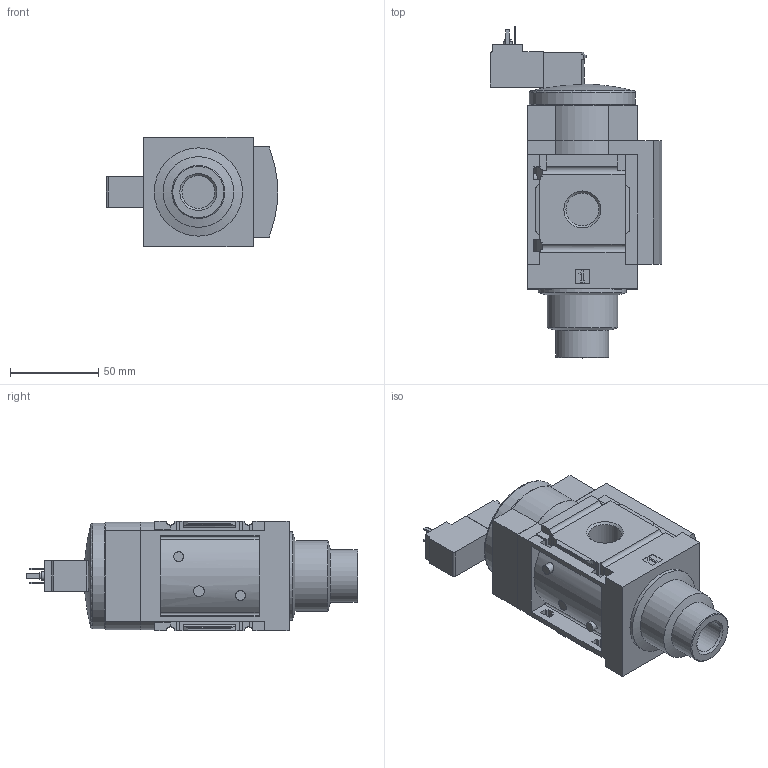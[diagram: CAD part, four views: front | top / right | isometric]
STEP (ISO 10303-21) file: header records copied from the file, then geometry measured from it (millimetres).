
FILE_DESCRIPTION(/* description */ ('STEP AP214'),/* implementation_level */ '2;1');
FILE_NAME(/* name */ '529823_MS6-EE-1_2-V110',/* time_stamp */ '2024-09-10T14:50:50+02:00',/* author */ ('License CC BY-ND 4.0'),/* organization */ ('CADENAS'),/* preprocessor_version */ 'ST-DEVELOPER v19.3',/* originating_system */ 'PARTsolutions',/* authorisation */ ' ');
FILE_SCHEMA (('AUTOMOTIVE_DESIGN {1 0 10303 214 3 1 1}'));
Length unit declared in the file: millimetre
Products named in the file (2): 529823 MS6-EE-1/2-V110; 527682 MS6-EE-1/2-V1100D
Assembly tree (1 placements, depth 2):
  529823 MS6-EE-1/2-V110
    527682 MS6-EE-1/2-V1100D
Bounding box: 96.8 x 187.9 x 62 mm (x, y, z)
Volume: 478011.2 mm3; surface area: 52950.4 mm2
Topology: 1 solids, 1 shells, 311 faces, 799 edges, 512 vertices
Faces by surface type: plane 223, cylinder 53, cone 30, torus 5
Full cylindrical faces by diameter (mm): 2.013 x1, 2.5 x1, 3.8 x1, 5 x1, 5.5 x4, 5.8 x2, 18.631 x3, 30 x1, 40 x1, 50 x1, 60 x1
Entity records: 11375 total; most frequent: CARTESIAN_POINT 1714, ORIENTED_EDGE 1510, DIRECTION 1500, EDGE_CURVE 755, LINE 574, VECTOR 574, VERTEX_POINT 505, AXIS2_PLACEMENT_3D 463
